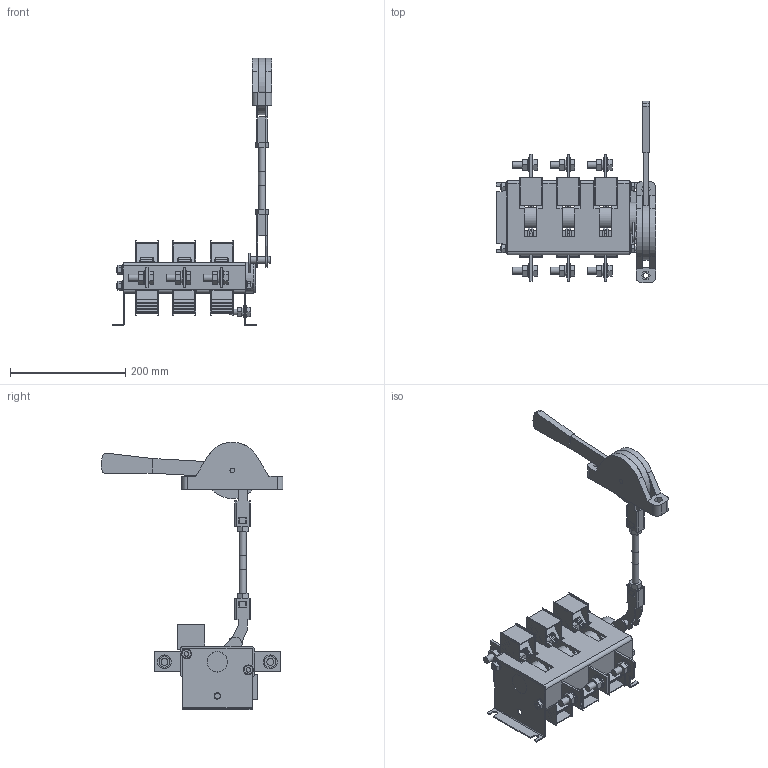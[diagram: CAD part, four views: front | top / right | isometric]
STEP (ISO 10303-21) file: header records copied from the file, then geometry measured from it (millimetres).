
FILE_DESCRIPTION (( 'STEP AP214' ), '1' );
FILE_NAME ('SRK01-121-630 Âûêëþ÷àòåëü-ðàçúåäèíèòåëü ÂÐ32È-39A31240 630À IEK.STEP', '2018-05-08T12:20:45', ( '' ), ( '' ), 'SwSTEP 2.0', 'SolidWorks 2014', '' );
FILE_SCHEMA (( 'AUTOMOTIVE_DESIGN' ));
Length unit declared in the file: millimetre
Products named in the file (1): SRK01-121-630 Âûêëþ÷àòåëü-ðàçúåäèíèòåëü ÂÐ32È-39A31240 630À IEK
Bounding box: 276.75 x 315.95 x 464.71 mm (x, y, z)
Volume: 1773527.3 mm3; surface area: 536971.5 mm2
Topology: 27 solids, 27 shells, 1604 faces, 4472 edges, 2946 vertices
Faces by surface type: plane 1113, cylinder 487, bspline 2, cone 1, torus 1
Full cylindrical faces by diameter (mm): 8 x16, 8.2 x4, 9 x2, 10 x2, 10.4 x3, 11.2 x2, 11.364 x1, 12 x21, 12.1 x1, 12.3 x12, 12.5 x1, 14.2 x6, 17 x4, 21 x3, 24 x12, 33.5 x1, 35 x3, 35.5 x2, 39 x1, 43 x1, 53.5 x1, 98 x1
Entity records: 51199 total; most frequent: CARTESIAN_POINT 9081, ORIENTED_EDGE 8668, DIRECTION 8552, EDGE_CURVE 4334, LINE 3226, VECTOR 3226, VERTEX_POINT 2912, AXIS2_PLACEMENT_3D 2663
